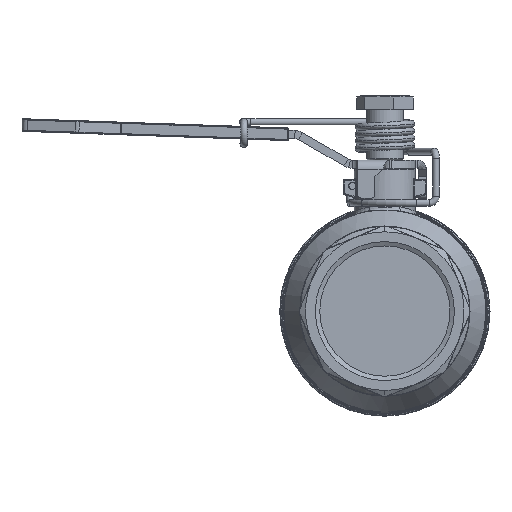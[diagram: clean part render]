
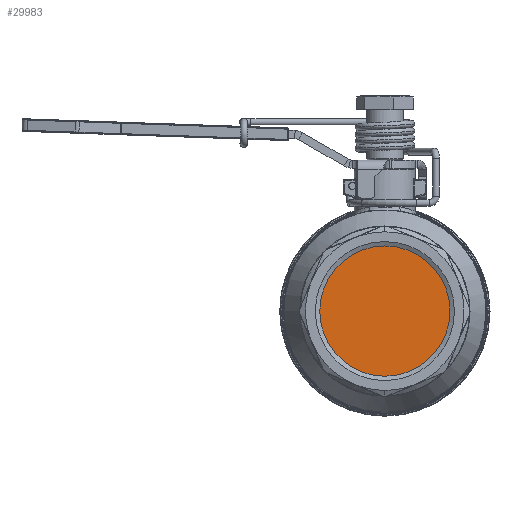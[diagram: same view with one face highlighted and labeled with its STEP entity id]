
A CAD part, left-side view. The second image highlights one B-rep face of the part: STEP entity #29983.
In plain terms, the highlighted planar face has unit normal (-1, 0, 0).
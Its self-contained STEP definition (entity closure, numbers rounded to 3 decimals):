
#10210=CARTESIAN_POINT('',(-41.896,0.,28.33));
#10211=VERTEX_POINT('',#10210);
#10220=CARTESIAN_POINT('',(-41.896,0.,-28.33));
#10221=VERTEX_POINT('',#10220);
#10222=CARTESIAN_POINT('',(-41.896,0.,-0.));
#10223=DIRECTION('',(1.,-0.,-0.));
#10224=DIRECTION('',(0.,0.,1.));
#10225=AXIS2_PLACEMENT_3D('',#10222,#10223,#10224);
#10226=CIRCLE('',#10225,28.33);
#10227=EDGE_CURVE('',#10211,#10221,#10226,.T.);
#10229=CARTESIAN_POINT('',(-41.896,0.,-0.));
#10230=DIRECTION('',(1.,-0.,-0.));
#10231=DIRECTION('',(0.,0.,1.));
#10232=AXIS2_PLACEMENT_3D('',#10229,#10230,#10231);
#10233=CIRCLE('',#10232,28.33);
#10234=EDGE_CURVE('',#10221,#10211,#10233,.T.);
#29974=CARTESIAN_POINT('',(-41.896,0.,0.));
#29975=DIRECTION('',(-1.,0.,0.));
#29976=DIRECTION('',(0.,-1.,0.));
#29977=AXIS2_PLACEMENT_3D('',#29974,#29975,#29976);
#29978=PLANE('',#29977);
#29979=ORIENTED_EDGE('',*,*,#10234,.F.);
#29980=ORIENTED_EDGE('',*,*,#10227,.F.);
#29981=EDGE_LOOP('',(#29979,#29980));
#29982=FACE_BOUND('',#29981,.T.);
#29983=ADVANCED_FACE('',(#29982),#29978,.T.);
